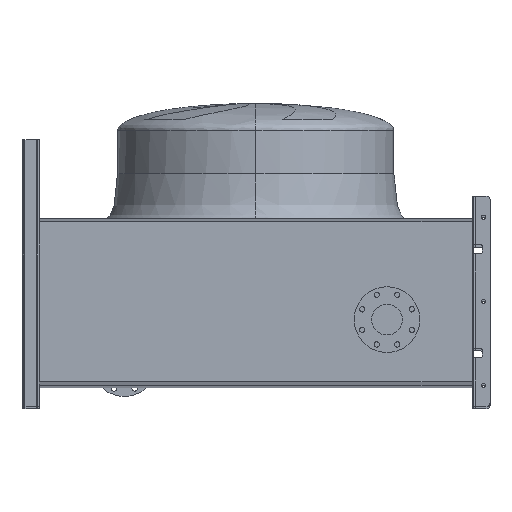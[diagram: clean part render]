
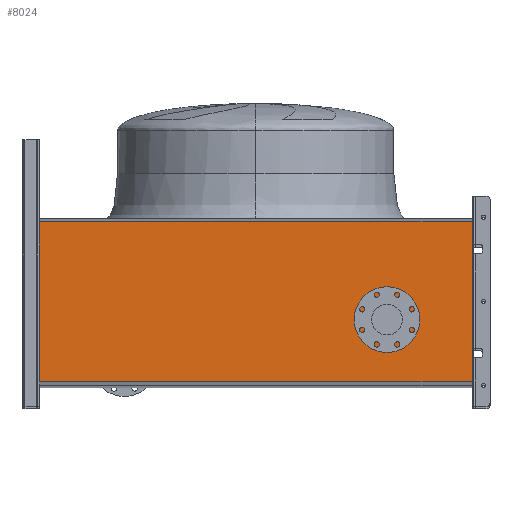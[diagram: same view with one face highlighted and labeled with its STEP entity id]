
A CAD part, top view. The second image highlights one B-rep face of the part: STEP entity #8024.
In plain terms, the highlighted planar face has unit normal (0, 0, 1).
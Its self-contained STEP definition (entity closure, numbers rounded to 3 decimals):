
#24 = CARTESIAN_POINT ( 'NONE',  ( 725., 12.578, 240. ) ) ;
#46 = VERTEX_POINT ( 'NONE', #6216 ) ;
#105 = VECTOR ( 'NONE', #11635, 1000. ) ;
#124 = DIRECTION ( 'NONE',  ( 0., 0., -1. ) ) ;
#750 = CARTESIAN_POINT ( 'NONE',  ( 1334.262, 12.578, 240. ) ) ;
#864 = DIRECTION ( 'NONE',  ( 0., 0., -1. ) ) ;
#1647 = FACE_OUTER_BOUND ( 'NONE', #8978, .T. ) ;
#1763 = PLANE ( 'NONE',  #8336 ) ;
#1876 = ORIENTED_EDGE ( 'NONE', *, *, #5862, .T. ) ;
#1949 = VECTOR ( 'NONE', #3976, 1000. ) ;
#2049 = EDGE_CURVE ( 'NONE', #10885, #6051, #3835, .T. ) ;
#2077 = CARTESIAN_POINT ( 'NONE',  ( 440., 166., 240. ) ) ;
#2310 = LINE ( 'NONE', #5059, #5275 ) ;
#2493 = VERTEX_POINT ( 'NONE', #9145 ) ;
#3096 = EDGE_CURVE ( 'NONE', #2493, #6051, #11305, .T. ) ;
#3139 = CARTESIAN_POINT ( 'NONE',  ( -725., 12.578, 240. ) ) ;
#3508 = DIRECTION ( 'NONE',  ( -1., 0., 0. ) ) ;
#3835 = LINE ( 'NONE', #6520, #4253 ) ;
#3976 = DIRECTION ( 'NONE',  ( 0., -1., 0. ) ) ;
#4157 = ORIENTED_EDGE ( 'NONE', *, *, #3096, .T. ) ;
#4253 = VECTOR ( 'NONE', #10162, 1000. ) ;
#4509 = ORIENTED_EDGE ( 'NONE', *, *, #2049, .F. ) ;
#4889 = CARTESIAN_POINT ( 'NONE',  ( 440., 220., 240. ) ) ;
#5059 = CARTESIAN_POINT ( 'NONE',  ( 725., 12.578, 240. ) ) ;
#5275 = VECTOR ( 'NONE', #7036, 1000. ) ;
#5862 = EDGE_CURVE ( 'NONE', #46, #2493, #9811, .T. ) ;
#5977 = CARTESIAN_POINT ( 'NONE',  ( 440., 274., 240. ) ) ;
#6051 = VERTEX_POINT ( 'NONE', #10663 ) ;
#6216 = CARTESIAN_POINT ( 'NONE',  ( 725., 547.422, 240. ) ) ;
#6290 = VERTEX_POINT ( 'NONE', #5977 ) ;
#6520 = CARTESIAN_POINT ( 'NONE',  ( 1334.262, 12.578, 240. ) ) ;
#6993 = DIRECTION ( 'NONE',  ( 0., 0., -1. ) ) ;
#7036 = DIRECTION ( 'NONE',  ( 0., -1., 0. ) ) ;
#7520 = VERTEX_POINT ( 'NONE', #2077 ) ;
#7733 = EDGE_CURVE ( 'NONE', #46, #10885, #2310, .T. ) ;
#8013 = CARTESIAN_POINT ( 'NONE',  ( 1334.262, 547.422, 240. ) ) ;
#8024 = ADVANCED_FACE ( 'NONE', ( #1647, #11667 ), #1763, .F. ) ;
#8336 = AXIS2_PLACEMENT_3D ( 'NONE', #750, #864, #3508 ) ;
#8757 = AXIS2_PLACEMENT_3D ( 'NONE', #4889, #124, #10144 ) ;
#8978 = EDGE_LOOP ( 'NONE', ( #9065, #1876, #4157, #4509 ) ) ;
#9003 = ORIENTED_EDGE ( 'NONE', *, *, #11672, .T. ) ;
#9065 = ORIENTED_EDGE ( 'NONE', *, *, #7733, .F. ) ;
#9145 = CARTESIAN_POINT ( 'NONE',  ( -725., 547.422, 240. ) ) ;
#9321 = CIRCLE ( 'NONE', #8757, 54. ) ;
#9741 = CARTESIAN_POINT ( 'NONE',  ( 440., 220., 240. ) ) ;
#9811 = LINE ( 'NONE', #8013, #105 ) ;
#10093 = AXIS2_PLACEMENT_3D ( 'NONE', #9741, #6993, #10682 ) ;
#10144 = DIRECTION ( 'NONE',  ( -1., 0., 0. ) ) ;
#10162 = DIRECTION ( 'NONE',  ( -1., 0., 0. ) ) ;
#10299 = EDGE_LOOP ( 'NONE', ( #9003, #10859 ) ) ;
#10663 = CARTESIAN_POINT ( 'NONE',  ( -725., 12.578, 240. ) ) ;
#10682 = DIRECTION ( 'NONE',  ( -1., 0., 0. ) ) ;
#10859 = ORIENTED_EDGE ( 'NONE', *, *, #11157, .T. ) ;
#10885 = VERTEX_POINT ( 'NONE', #24 ) ;
#11157 = EDGE_CURVE ( 'NONE', #7520, #6290, #9321, .T. ) ;
#11305 = LINE ( 'NONE', #3139, #1949 ) ;
#11417 = CIRCLE ( 'NONE', #10093, 54. ) ;
#11635 = DIRECTION ( 'NONE',  ( -1., 0., 0. ) ) ;
#11667 = FACE_BOUND ( 'NONE', #10299, .T. ) ;
#11672 = EDGE_CURVE ( 'NONE', #6290, #7520, #11417, .T. ) ;
